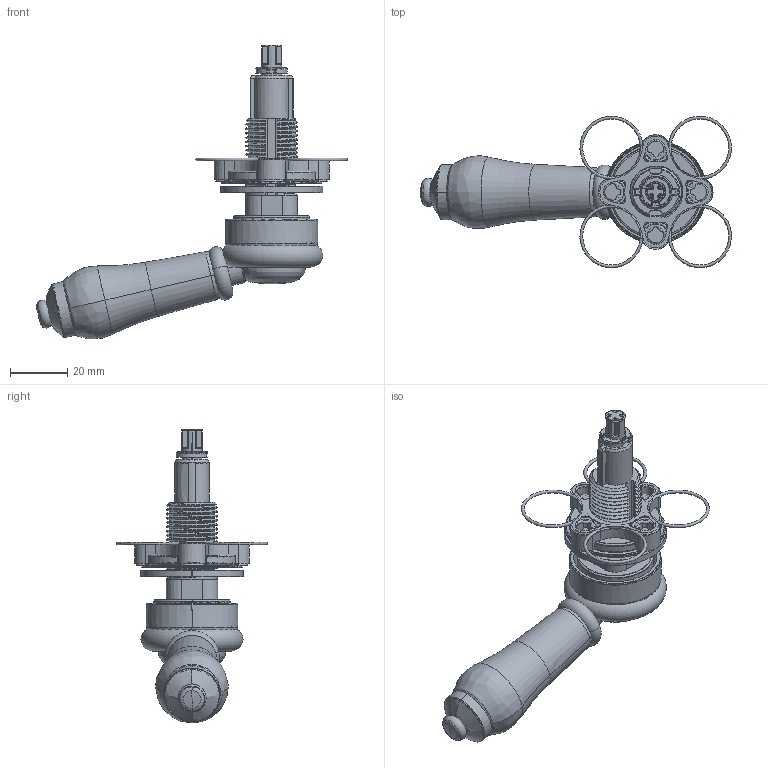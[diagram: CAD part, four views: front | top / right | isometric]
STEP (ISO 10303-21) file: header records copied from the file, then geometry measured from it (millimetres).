
FILE_DESCRIPTION((''),'2;1');
FILE_NAME('A2432600000_ASM','2020-06-30T',('zhangjy'),(''),'PRO/ENGINEER BY PARAMETRIC TECHNOLOGY CORPORATION, 2015240','PRO/ENGINEER BY PARAMETRIC TECHNOLOGY CORPORATION, 2015240','');
FILE_SCHEMA(('CONFIG_CONTROL_DESIGN'));
Products named in the file (1): A2432600000_ASM
Bounding box: 108.37 x 52.8 x 102.43 mm (x, y, z)
Surface area: 49122.8 mm2 (no closed solid volume)
Topology: 0 solids, 0 shells, 969 faces, 5380 edges, 5288 vertices
Faces by surface type: bspline 850, torus 109, sphere 10
Entity records: 88820 total; most frequent: CARTESIAN_POINT 46036, DIRECTION 5998, DEFINITIONAL_REPRESENTATION 5198, PCURVE 5198, COMPOSITE_CURVE_SEGMENT 5198, TRIMMED_CURVE 5143, VECTOR 4526, LINE 4526
